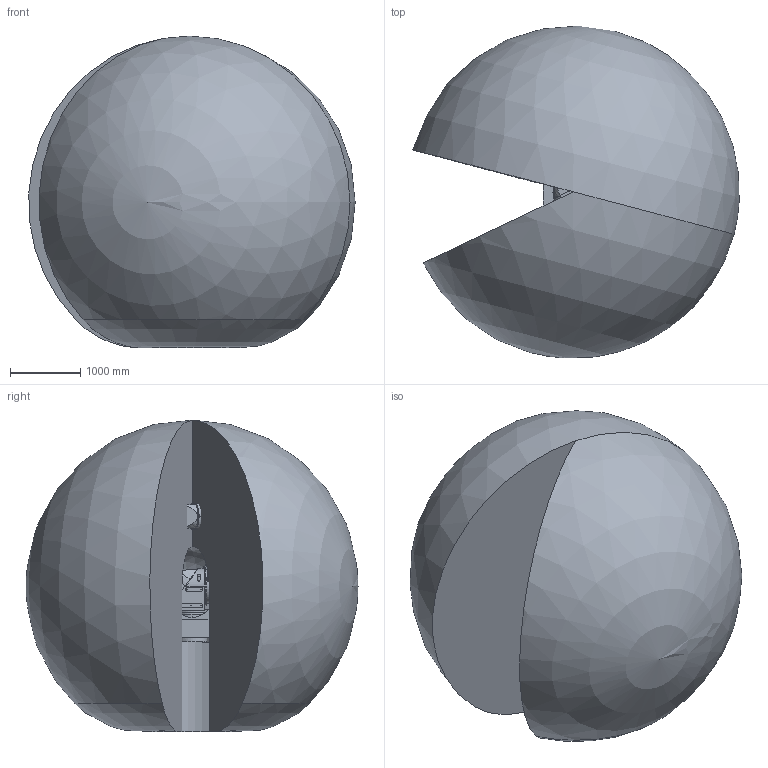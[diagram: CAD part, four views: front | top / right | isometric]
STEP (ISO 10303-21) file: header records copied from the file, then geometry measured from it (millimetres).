
FILE_DESCRIPTION (( 'STEP AP214' ), '1' );
FILE_NAME ('GR6100-2400 机器人数模（L侧） V1.0.STEP', '2025-06-19T02:33:19', ( '' ), ( '' ), 'SwSTEP 2.0', 'SolidWorks 2016', '' );
FILE_SCHEMA (( 'AUTOMOTIVE_DESIGN' ));
Length unit declared in the file: millimetre
Products named in the file (9): GR6100-2400 机器人数模（L侧） V1.0; 复件 大臂^GR6100-2400 机器人数模（L侧）-2016 V1.0; 复件 工艺臂^GR6100-2400 机器人数模（L侧）-2016 V1.0; 复件 J4^GR6100-2400 机器人数模（L侧）-2016 V1.0; 复件 底座^GR6100-2400 机器人数模（L侧）-2016 V1.0; 复件 运动范围图^GR6100-2400 机器人数模（L侧）-2016 V1.0; 复件 J5^GR6100-2400 机器人数模（L侧）-2016 V1.0; 复件 法兰^GR6100-2400 机器人数模（L侧）-2016 V1.0; 复件 转座^GR6100-2400 机器人数模（L侧）-2016 V1.0
Assembly tree (8 placements, depth 2):
  GR6100-2400 机器人数模（L侧） V1.0
    复件 底座^GR6100-2400 机器人数模（L侧）-2016 V1.0
    复件 转座^GR6100-2400 机器人数模（L侧）-2016 V1.0
    复件 大臂^GR6100-2400 机器人数模（L侧）-2016 V1.0
    复件 工艺臂^GR6100-2400 机器人数模（L侧）-2016 V1.0
    复件 J4^GR6100-2400 机器人数模（L侧）-2016 V1.0
    复件 J5^GR6100-2400 机器人数模（L侧）-2016 V1.0
    复件 法兰^GR6100-2400 机器人数模（L侧）-2016 V1.0
    复件 运动范围图^GR6100-2400 机器人数模（L侧）-2016 V1.0
Bounding box: 4662.19 x 4742.56 x 4453.55 mm (x, y, z)
Volume: 47334529904.8 mm3; surface area: 91883442.2 mm2
Topology: 8 solids, 8 shells, 1294 faces, 3387 edges, 2224 vertices
Faces by surface type: plane 654, cylinder 465, bspline 122, cone 48, sphere 3, torus 2
Entity records: 60584 total; most frequent: CARTESIAN_POINT 20100, ORIENTED_EDGE 6748, DIRECTION 6008, EDGE_CURVE 3374, VERTEX_POINT 2219, AXIS2_PLACEMENT_3D 2111, LINE 1786, VECTOR 1786
